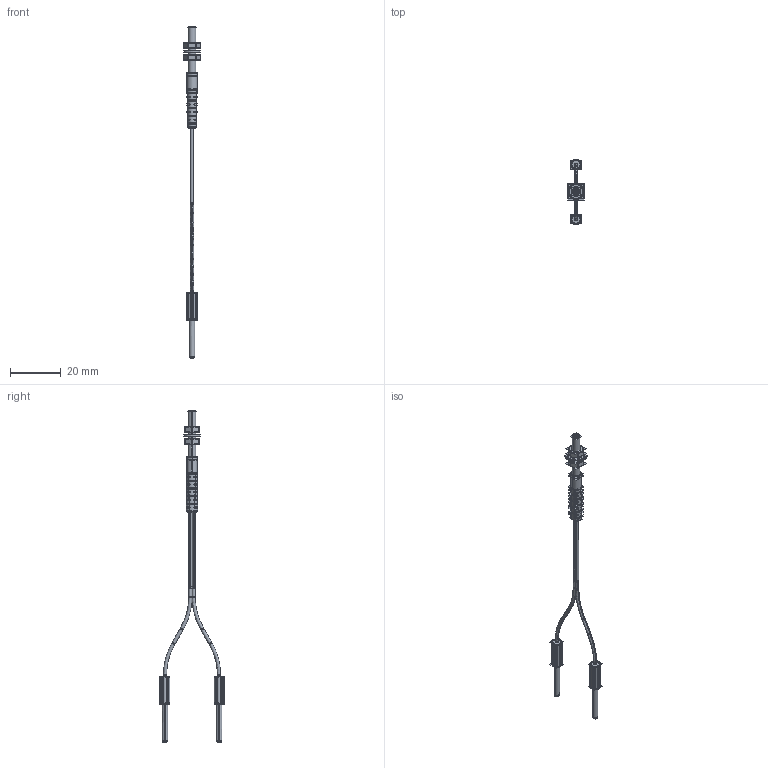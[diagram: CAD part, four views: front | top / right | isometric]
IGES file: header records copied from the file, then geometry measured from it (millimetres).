
Start section:  PTC IGES file: 178351.igs
Global section: file name: 178351.igs; native system: Creo Parametric by PTC Inc.; preprocessor: 2016260; author: pdmadmin; organization: Unknown; date: 20171024.075223; units: millimetre
Bounding box: 6.66 x 25.3 x 130.48 mm (x, y, z)
Volume: 2193.6 mm3; surface area: 18856.3 mm2
Topology: 5 solids, 4 shells, 1118 faces, 7597 edges, 10969 vertices
Faces by surface type: revolution 674, bspline 444
